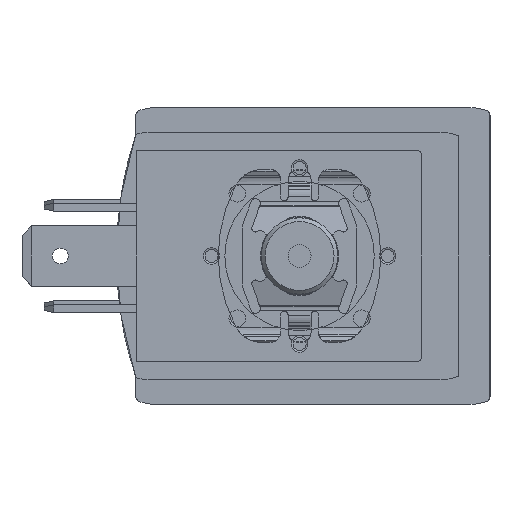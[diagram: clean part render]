
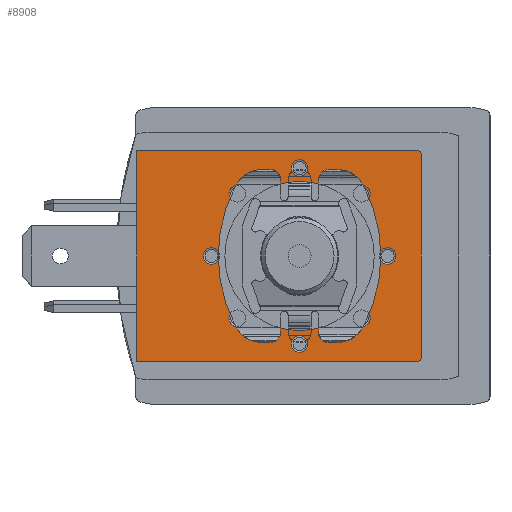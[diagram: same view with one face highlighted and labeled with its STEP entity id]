
A CAD part, left-side view. The second image highlights one B-rep face of the part: STEP entity #8908.
In plain terms, the highlighted face is planar.
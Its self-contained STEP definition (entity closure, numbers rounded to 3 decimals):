
#635=LINE('',#13179,#1129);
#639=LINE('',#13190,#1133);
#648=LINE('',#13215,#1142);
#659=LINE('',#13238,#1153);
#1129=VECTOR('',#10979,1000.);
#1133=VECTOR('',#10989,1000.);
#1142=VECTOR('',#11010,1000.);
#1153=VECTOR('',#11031,1000.);
#2293=ORIENTED_EDGE('',*,*,#3739,.T.);
#2294=ORIENTED_EDGE('',*,*,#3740,.T.);
#2295=ORIENTED_EDGE('',*,*,#3741,.T.);
#2296=ORIENTED_EDGE('',*,*,#3742,.T.);
#2297=ORIENTED_EDGE('',*,*,#3743,.T.);
#2298=ORIENTED_EDGE('',*,*,#3744,.T.);
#2299=ORIENTED_EDGE('',*,*,#3745,.T.);
#2300=ORIENTED_EDGE('',*,*,#3746,.T.);
#2301=ORIENTED_EDGE('',*,*,#3747,.T.);
#2302=ORIENTED_EDGE('',*,*,#3728,.T.);
#2303=ORIENTED_EDGE('',*,*,#3695,.T.);
#2304=ORIENTED_EDGE('',*,*,#3711,.T.);
#2305=ORIENTED_EDGE('',*,*,#3714,.T.);
#2306=ORIENTED_EDGE('',*,*,#3717,.T.);
#2307=ORIENTED_EDGE('',*,*,#3701,.T.);
#3695=EDGE_CURVE('',#4504,#4505,#635,.T.);
#3701=EDGE_CURVE('',#4508,#4509,#639,.T.);
#3711=EDGE_CURVE('',#4505,#4516,#5009,.T.);
#3714=EDGE_CURVE('',#4516,#4518,#648,.T.);
#3717=EDGE_CURVE('',#4518,#4508,#5011,.T.);
#3728=EDGE_CURVE('',#4509,#4504,#659,.T.);
#3739=EDGE_CURVE('',#4534,#4534,#5023,.T.);
#3740=EDGE_CURVE('',#4535,#4535,#5024,.T.);
#3741=EDGE_CURVE('',#4536,#4536,#5025,.T.);
#3742=EDGE_CURVE('',#4537,#4537,#5026,.T.);
#3743=EDGE_CURVE('',#4538,#4538,#5027,.T.);
#3744=EDGE_CURVE('',#4539,#4539,#5028,.T.);
#3745=EDGE_CURVE('',#4540,#4540,#5029,.T.);
#3746=EDGE_CURVE('',#4541,#4541,#5030,.T.);
#3747=EDGE_CURVE('',#4542,#4542,#5031,.T.);
#4504=VERTEX_POINT('',#13180);
#4505=VERTEX_POINT('',#13181);
#4508=VERTEX_POINT('',#13191);
#4509=VERTEX_POINT('',#13192);
#4516=VERTEX_POINT('',#13210);
#4518=VERTEX_POINT('',#13216);
#4534=VERTEX_POINT('',#13261);
#4535=VERTEX_POINT('',#13263);
#4536=VERTEX_POINT('',#13265);
#4537=VERTEX_POINT('',#13267);
#4538=VERTEX_POINT('',#13269);
#4539=VERTEX_POINT('',#13271);
#4540=VERTEX_POINT('',#13273);
#4541=VERTEX_POINT('',#13275);
#4542=VERTEX_POINT('',#13277);
#5009=CIRCLE('',#9521,0.3);
#5011=CIRCLE('',#9525,0.3);
#5023=CIRCLE('',#9540,0.875);
#5024=CIRCLE('',#9541,0.875);
#5025=CIRCLE('',#9542,0.875);
#5026=CIRCLE('',#9543,0.875);
#5027=CIRCLE('',#9544,0.875);
#5028=CIRCLE('',#9545,0.875);
#5029=CIRCLE('',#9546,0.875);
#5030=CIRCLE('',#9547,0.875);
#5031=CIRCLE('',#9548,7.8);
#5462=EDGE_LOOP('',(#2293));
#5463=EDGE_LOOP('',(#2294));
#5464=EDGE_LOOP('',(#2295));
#5465=EDGE_LOOP('',(#2296));
#5466=EDGE_LOOP('',(#2297));
#5467=EDGE_LOOP('',(#2298));
#5468=EDGE_LOOP('',(#2299));
#5469=EDGE_LOOP('',(#2300));
#5470=EDGE_LOOP('',(#2301));
#5471=EDGE_LOOP('',(#2302,#2303,#2304,#2305,#2306,#2307));
#6040=FACE_BOUND('',#5462,.T.);
#6041=FACE_BOUND('',#5463,.T.);
#6042=FACE_BOUND('',#5464,.T.);
#6043=FACE_BOUND('',#5465,.T.);
#6044=FACE_BOUND('',#5466,.T.);
#6045=FACE_BOUND('',#5467,.T.);
#6046=FACE_BOUND('',#5468,.T.);
#6047=FACE_BOUND('',#5469,.T.);
#6048=FACE_BOUND('',#5470,.T.);
#6049=FACE_BOUND('',#5471,.T.);
#6423=PLANE('',#9539);
#8908=ADVANCED_FACE('',(#6040,#6041,#6042,#6043,#6044,#6045,#6046,#6047,
#6048,#6049),#6423,.T.);
#9521=AXIS2_PLACEMENT_3D('',#13209,#11003,#11004);
#9525=AXIS2_PLACEMENT_3D('',#13221,#11015,#11016);
#9539=AXIS2_PLACEMENT_3D('',#13259,#11053,#11054);
#9540=AXIS2_PLACEMENT_3D('',#13260,#11055,#11056);
#9541=AXIS2_PLACEMENT_3D('',#13262,#11057,#11058);
#9542=AXIS2_PLACEMENT_3D('',#13264,#11059,#11060);
#9543=AXIS2_PLACEMENT_3D('',#13266,#11061,#11062);
#9544=AXIS2_PLACEMENT_3D('',#13268,#11063,#11064);
#9545=AXIS2_PLACEMENT_3D('',#13270,#11065,#11066);
#9546=AXIS2_PLACEMENT_3D('',#13272,#11067,#11068);
#9547=AXIS2_PLACEMENT_3D('',#13274,#11069,#11070);
#9548=AXIS2_PLACEMENT_3D('',#13276,#11071,#11072);
#10979=DIRECTION('',(0.,-1.,0.));
#10989=DIRECTION('',(0.,1.,0.));
#11003=DIRECTION('',(0.,0.,1.));
#11004=DIRECTION('',(1.,0.,0.));
#11010=DIRECTION('',(1.,0.,0.));
#11015=DIRECTION('',(0.,0.,1.));
#11016=DIRECTION('',(1.,0.,0.));
#11031=DIRECTION('',(-1.,0.,0.));
#11053=DIRECTION('',(0.,0.,1.));
#11054=DIRECTION('',(1.,0.,0.));
#11055=DIRECTION('',(0.,0.,-1.));
#11056=DIRECTION('',(-1.,0.,0.));
#11057=DIRECTION('',(0.,0.,-1.));
#11058=DIRECTION('',(-1.,0.,0.));
#11059=DIRECTION('',(0.,0.,-1.));
#11060=DIRECTION('',(-1.,0.,0.));
#11061=DIRECTION('',(0.,0.,-1.));
#11062=DIRECTION('',(-1.,0.,0.));
#11063=DIRECTION('',(0.,0.,-1.));
#11064=DIRECTION('',(-1.,0.,0.));
#11065=DIRECTION('',(0.,0.,-1.));
#11066=DIRECTION('',(-1.,0.,0.));
#11067=DIRECTION('',(0.,0.,-1.));
#11068=DIRECTION('',(-1.,0.,0.));
#11069=DIRECTION('',(0.,0.,-1.));
#11070=DIRECTION('',(-1.,0.,0.));
#11071=DIRECTION('',(0.,0.,-1.));
#11072=DIRECTION('',(-1.,0.,0.));
#13179=CARTESIAN_POINT('',(-11.,0.,0.));
#13180=CARTESIAN_POINT('',(-11.,0.,0.));
#13181=CARTESIAN_POINT('',(-11.,-29.4,0.));
#13190=CARTESIAN_POINT('',(11.,-29.4,0.));
#13191=CARTESIAN_POINT('',(11.,-29.4,0.));
#13192=CARTESIAN_POINT('',(11.,0.,0.));
#13209=CARTESIAN_POINT('',(-10.7,-29.4,0.));
#13210=CARTESIAN_POINT('',(-10.7,-29.7,0.));
#13215=CARTESIAN_POINT('',(-10.7,-29.7,0.));
#13216=CARTESIAN_POINT('',(10.7,-29.7,0.));
#13221=CARTESIAN_POINT('',(10.7,-29.4,0.));
#13238=CARTESIAN_POINT('',(11.,0.,0.));
#13259=CARTESIAN_POINT('',(-10.7,-29.4,0.));
#13260=CARTESIAN_POINT('',(-9.2,-17.,0.));
#13261=CARTESIAN_POINT('',(-10.075,-17.,0.));
#13262=CARTESIAN_POINT('',(-6.505,-23.505,0.));
#13263=CARTESIAN_POINT('',(-7.38,-23.505,0.));
#13264=CARTESIAN_POINT('',(0.,-26.2,0.));
#13265=CARTESIAN_POINT('',(-0.875,-26.2,0.));
#13266=CARTESIAN_POINT('',(6.505,-23.505,0.));
#13267=CARTESIAN_POINT('',(5.63,-23.505,0.));
#13268=CARTESIAN_POINT('',(9.2,-17.,0.));
#13269=CARTESIAN_POINT('',(8.325,-17.,0.));
#13270=CARTESIAN_POINT('',(6.505,-10.495,0.));
#13271=CARTESIAN_POINT('',(5.63,-10.495,0.));
#13272=CARTESIAN_POINT('',(-6.505,-10.495,0.));
#13273=CARTESIAN_POINT('',(-7.38,-10.495,0.));
#13274=CARTESIAN_POINT('',(0.,-7.8,0.));
#13275=CARTESIAN_POINT('',(-0.875,-7.8,0.));
#13276=CARTESIAN_POINT('',(0.,-17.,0.));
#13277=CARTESIAN_POINT('',(-7.8,-17.,0.));
